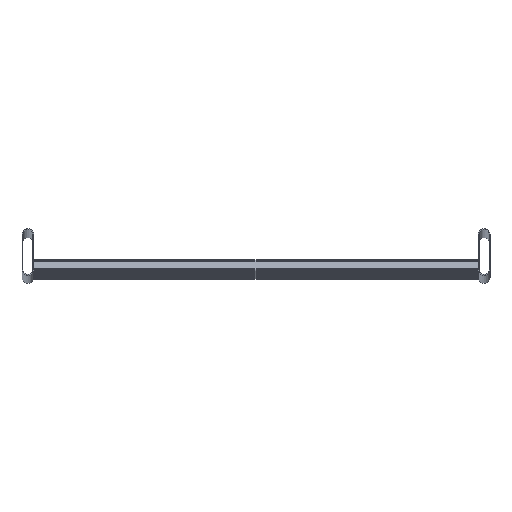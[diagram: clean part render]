
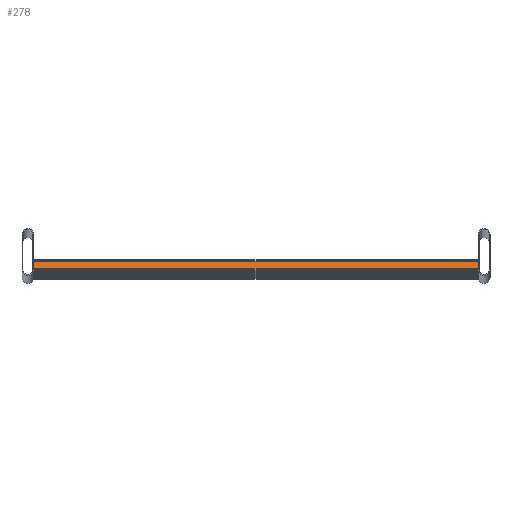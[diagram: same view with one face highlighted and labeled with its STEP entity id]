
A CAD part, top view. The second image highlights one B-rep face of the part: STEP entity #278.
In plain terms, the highlighted planar face has unit normal (0, 0.314, 0.949).
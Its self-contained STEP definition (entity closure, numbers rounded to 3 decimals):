
#278 = ADVANCED_FACE ( 'NONE', ( #71690 ), #25707, .T. ) ;
#7695 = VERTEX_POINT ( 'NONE', #31907 ) ;
#9837 = CARTESIAN_POINT ( 'NONE',  ( 285., -11.715, 2886.067 ) ) ;
#18403 = DIRECTION ( 'NONE',  ( 0., 0.949, -0.314 ) ) ;
#18532 = CARTESIAN_POINT ( 'NONE',  ( -285., -21.715, 2889.374 ) ) ;
#21227 = DIRECTION ( 'NONE',  ( 0., -0.949, 0.314 ) ) ;
#23095 = DIRECTION ( 'NONE',  ( 0., 0.314, 0.949 ) ) ;
#24810 = ORIENTED_EDGE ( 'NONE', *, *, #109407, .T. ) ;
#25707 = PLANE ( 'NONE',  #99305 ) ;
#31907 = CARTESIAN_POINT ( 'NONE',  ( 285., -11.715, 2886.067 ) ) ;
#32495 = CARTESIAN_POINT ( 'NONE',  ( 285., -11.715, 2886.067 ) ) ;
#33308 = CARTESIAN_POINT ( 'NONE',  ( 285., -21.715, 2889.374 ) ) ;
#36835 = EDGE_CURVE ( 'NONE', #105610, #48511, #83716, .T. ) ;
#37188 = EDGE_CURVE ( 'NONE', #7695, #98899, #91669, .T. ) ;
#38157 = VECTOR ( 'NONE', #47805, 1000. ) ;
#47805 = DIRECTION ( 'NONE',  ( -1., 0., 0. ) ) ;
#48511 = VERTEX_POINT ( 'NONE', #18532 ) ;
#52986 = CARTESIAN_POINT ( 'NONE',  ( 285., -11.715, 2886.067 ) ) ;
#62612 = EDGE_CURVE ( 'NONE', #48511, #98899, #82549, .T. ) ;
#63744 = CARTESIAN_POINT ( 'NONE',  ( -285., -11.715, 2886.067 ) ) ;
#65108 = ORIENTED_EDGE ( 'NONE', *, *, #37188, .T. ) ;
#68810 = VECTOR ( 'NONE', #70155, 1000. ) ;
#70155 = DIRECTION ( 'NONE',  ( -1., 0., 0. ) ) ;
#71690 = FACE_OUTER_BOUND ( 'NONE', #90098, .T. ) ;
#72315 = DIRECTION ( 'NONE',  ( 0., 0.949, -0.314 ) ) ;
#74349 = ORIENTED_EDGE ( 'NONE', *, *, #36835, .F. ) ;
#75110 = LINE ( 'NONE', #52986, #95278 ) ;
#76582 = CARTESIAN_POINT ( 'NONE',  ( -285., -11.715, 2886.067 ) ) ;
#82549 = LINE ( 'NONE', #63744, #105340 ) ;
#83716 = LINE ( 'NONE', #99094, #38157 ) ;
#90098 = EDGE_LOOP ( 'NONE', ( #94055, #74349, #24810, #65108 ) ) ;
#91669 = LINE ( 'NONE', #9837, #68810 ) ;
#94055 = ORIENTED_EDGE ( 'NONE', *, *, #62612, .F. ) ;
#95278 = VECTOR ( 'NONE', #18403, 1000. ) ;
#98899 = VERTEX_POINT ( 'NONE', #76582 ) ;
#99094 = CARTESIAN_POINT ( 'NONE',  ( 285., -21.715, 2889.374 ) ) ;
#99305 = AXIS2_PLACEMENT_3D ( 'NONE', #32495, #23095, #21227 ) ;
#105340 = VECTOR ( 'NONE', #72315, 1000. ) ;
#105610 = VERTEX_POINT ( 'NONE', #33308 ) ;
#109407 = EDGE_CURVE ( 'NONE', #105610, #7695, #75110, .T. ) ;
